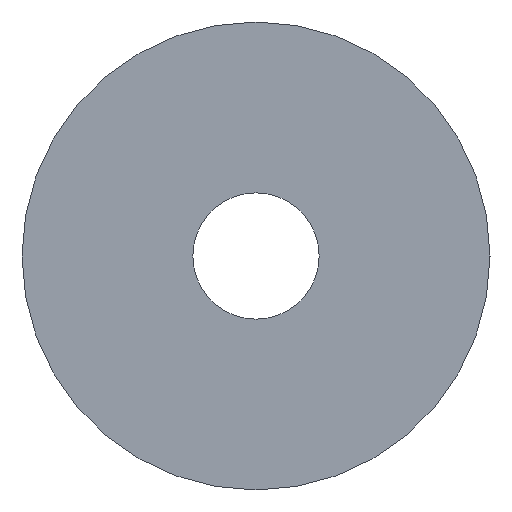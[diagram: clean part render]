
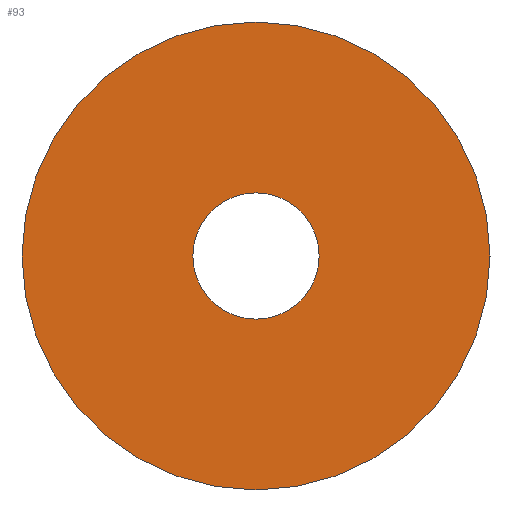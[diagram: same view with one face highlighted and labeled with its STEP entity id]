
A CAD part, front view. The second image highlights one B-rep face of the part: STEP entity #93.
In plain terms, the highlighted planar face has unit normal (0, -1, 0).
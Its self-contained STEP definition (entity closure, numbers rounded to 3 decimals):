
#5 = EDGE_CURVE ( 'NONE', #291, #151, #276, .T. ) ;
#15 = ORIENTED_EDGE ( 'NONE', *, *, #178, .F. ) ;
#25 = DIRECTION ( 'NONE',  ( 0., 0., -1. ) ) ;
#31 = DIRECTION ( 'NONE',  ( 0., 0., -1. ) ) ;
#44 = FACE_BOUND ( 'NONE', #264, .T. ) ;
#53 = AXIS2_PLACEMENT_3D ( 'NONE', #277, #204, #25 ) ;
#62 = EDGE_LOOP ( 'NONE', ( #289, #200 ) ) ;
#68 = AXIS2_PLACEMENT_3D ( 'NONE', #135, #242, #31 ) ;
#73 = DIRECTION ( 'NONE',  ( 0., 0., -1. ) ) ;
#80 = VERTEX_POINT ( 'NONE', #243 ) ;
#93 = ADVANCED_FACE ( 'NONE', ( #44, #109 ), #115, .F. ) ;
#98 = CIRCLE ( 'NONE', #263, 10. ) ;
#109 = FACE_OUTER_BOUND ( 'NONE', #62, .T. ) ;
#115 = PLANE ( 'NONE',  #128 ) ;
#116 = CARTESIAN_POINT ( 'NONE',  ( 0., 0., 0. ) ) ;
#117 = CARTESIAN_POINT ( 'NONE',  ( 0., 0., 0. ) ) ;
#121 = CIRCLE ( 'NONE', #228, 10. ) ;
#128 = AXIS2_PLACEMENT_3D ( 'NONE', #134, #249, #193 ) ;
#134 = CARTESIAN_POINT ( 'NONE',  ( -10., 0., 0. ) ) ;
#135 = CARTESIAN_POINT ( 'NONE',  ( 0., 0., 0. ) ) ;
#144 = CARTESIAN_POINT ( 'NONE',  ( 0., 0., 2.7 ) ) ;
#151 = VERTEX_POINT ( 'NONE', #175 ) ;
#164 = DIRECTION ( 'NONE',  ( 0., 0., -1. ) ) ;
#175 = CARTESIAN_POINT ( 'NONE',  ( 0., 0., -2.7 ) ) ;
#178 = EDGE_CURVE ( 'NONE', #151, #291, #180, .T. ) ;
#180 = CIRCLE ( 'NONE', #53, 2.7 ) ;
#193 = DIRECTION ( 'NONE',  ( 0., 0., 1. ) ) ;
#194 = ORIENTED_EDGE ( 'NONE', *, *, #5, .F. ) ;
#200 = ORIENTED_EDGE ( 'NONE', *, *, #266, .T. ) ;
#204 = DIRECTION ( 'NONE',  ( 0., -1., 0. ) ) ;
#228 = AXIS2_PLACEMENT_3D ( 'NONE', #116, #297, #164 ) ;
#231 = CARTESIAN_POINT ( 'NONE',  ( 0., 0., -10. ) ) ;
#237 = DIRECTION ( 'NONE',  ( 0., -1., 0. ) ) ;
#242 = DIRECTION ( 'NONE',  ( 0., -1., 0. ) ) ;
#243 = CARTESIAN_POINT ( 'NONE',  ( 0., 0., 10. ) ) ;
#249 = DIRECTION ( 'NONE',  ( 0., 1., 0. ) ) ;
#263 = AXIS2_PLACEMENT_3D ( 'NONE', #117, #237, #73 ) ;
#264 = EDGE_LOOP ( 'NONE', ( #15, #194 ) ) ;
#266 = EDGE_CURVE ( 'NONE', #80, #267, #121, .T. ) ;
#267 = VERTEX_POINT ( 'NONE', #231 ) ;
#276 = CIRCLE ( 'NONE', #68, 2.7 ) ;
#277 = CARTESIAN_POINT ( 'NONE',  ( 0., 0., 0. ) ) ;
#281 = EDGE_CURVE ( 'NONE', #267, #80, #98, .T. ) ;
#289 = ORIENTED_EDGE ( 'NONE', *, *, #281, .T. ) ;
#291 = VERTEX_POINT ( 'NONE', #144 ) ;
#297 = DIRECTION ( 'NONE',  ( 0., -1., 0. ) ) ;
